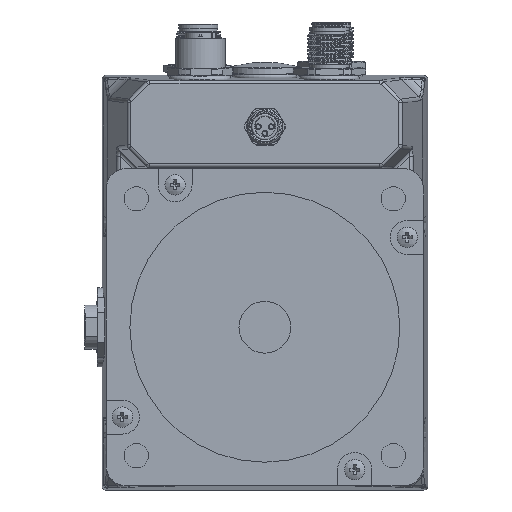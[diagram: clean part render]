
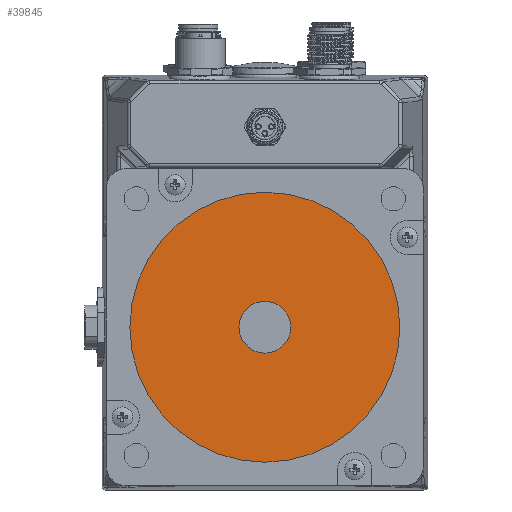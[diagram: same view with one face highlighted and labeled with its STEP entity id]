
A CAD part, front view. The second image highlights one B-rep face of the part: STEP entity #39845.
In plain terms, the highlighted planar face has unit normal (0, -1, 0).
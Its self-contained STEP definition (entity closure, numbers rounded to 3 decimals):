
#367=FACE_BOUND('',#8993,.T.);
#6605=FACE_OUTER_BOUND('',#8992,.T.);
#8992=EDGE_LOOP('',(#36120));
#8993=EDGE_LOOP('',(#36121));
#16464=CIRCLE('',#43597,7.);
#16473=CIRCLE('',#43613,36.513);
#19985=VERTEX_POINT('',#100825);
#20010=VERTEX_POINT('',#100885);
#25374=EDGE_CURVE('',#19985,#19985,#16464,.T.);
#25401=EDGE_CURVE('',#20010,#20010,#16473,.T.);
#36120=ORIENTED_EDGE('',*,*,#25401,.F.);
#36121=ORIENTED_EDGE('',*,*,#25374,.T.);
#37722=PLANE('',#43612);
#39845=ADVANCED_FACE('',(#6605,#367),#37722,.F.);
#43597=AXIS2_PLACEMENT_3D('',#100827,#53516,#53517);
#43612=AXIS2_PLACEMENT_3D('',#100884,#53564,#53565);
#43613=AXIS2_PLACEMENT_3D('',#100886,#53566,#53567);
#53516=DIRECTION('center_axis',(0.,1.,0.));
#53517=DIRECTION('ref_axis',(1.,0.,0.));
#53564=DIRECTION('center_axis',(0.,1.,0.));
#53565=DIRECTION('ref_axis',(-1.,0.,0.));
#53566=DIRECTION('center_axis',(0.,1.,0.));
#53567=DIRECTION('ref_axis',(-1.,0.,0.));
#100825=CARTESIAN_POINT('',(-7.,-138.,43.91));
#100827=CARTESIAN_POINT('Origin',(0.,-138.,43.91));
#100884=CARTESIAN_POINT('Origin',(0.,-138.,43.91));
#100885=CARTESIAN_POINT('',(36.513,-138.,43.91));
#100886=CARTESIAN_POINT('Origin',(0.,-138.,43.91));
